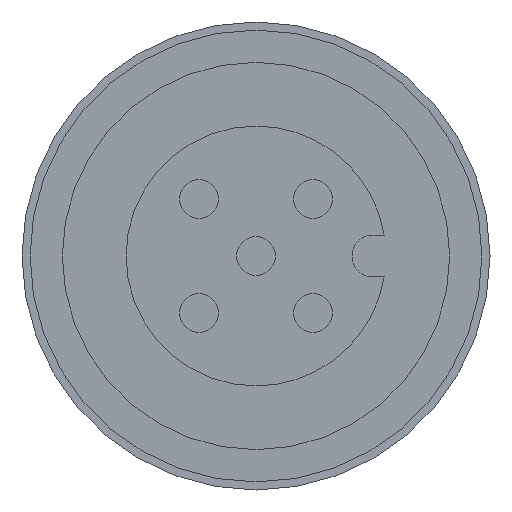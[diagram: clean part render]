
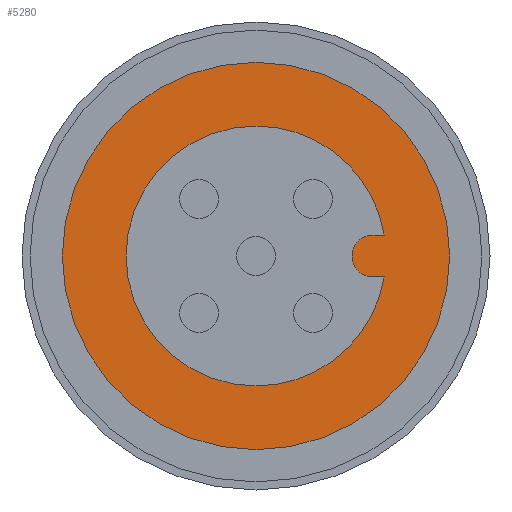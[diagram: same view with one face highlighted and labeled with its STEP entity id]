
A CAD part, left-side view. The second image highlights one B-rep face of the part: STEP entity #5280.
In plain terms, the highlighted planar face has unit normal (-1, 0, 0).
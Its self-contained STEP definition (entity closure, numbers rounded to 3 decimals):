
#149 = LINE ( 'NONE', #10416, #12093 ) ;
#243 = VERTEX_POINT ( 'NONE', #9588 ) ;
#300 = AXIS2_PLACEMENT_3D ( 'NONE', #10063, #4399, #11018 ) ;
#459 = ORIENTED_EDGE ( 'NONE', *, *, #9227, .T. ) ;
#729 = AXIS2_PLACEMENT_3D ( 'NONE', #3705, #7380, #5593 ) ;
#847 = CIRCLE ( 'NONE', #5167, 4.025 ) ;
#1016 = DIRECTION ( 'NONE',  ( 1., 0., 0. ) ) ;
#1185 = DIRECTION ( 'NONE',  ( -1., 0., 0. ) ) ;
#1234 = DIRECTION ( 'NONE',  ( 0., 0., -1. ) ) ;
#1242 = DIRECTION ( 'NONE',  ( -1., 0., 0. ) ) ;
#1274 = CARTESIAN_POINT ( 'NONE',  ( -4.3, -3.625, 0. ) ) ;
#1532 = CARTESIAN_POINT ( 'NONE',  ( -4.3, 0., 0. ) ) ;
#1676 = VERTEX_POINT ( 'NONE', #9289 ) ;
#1710 = ORIENTED_EDGE ( 'NONE', *, *, #8830, .T. ) ;
#2234 = EDGE_CURVE ( 'NONE', #243, #2593, #4505, .T. ) ;
#2496 = AXIS2_PLACEMENT_3D ( 'NONE', #9659, #8630, #5830 ) ;
#2504 = DIRECTION ( 'NONE',  ( 0., 0., 1. ) ) ;
#2593 = VERTEX_POINT ( 'NONE', #4750 ) ;
#2878 = AXIS2_PLACEMENT_3D ( 'NONE', #1274, #1242, #1234 ) ;
#2887 = VERTEX_POINT ( 'NONE', #11296 ) ;
#2970 = CARTESIAN_POINT ( 'NONE',  ( -4.3, 0., 4.025 ) ) ;
#2984 = VERTEX_POINT ( 'NONE', #2970 ) ;
#2993 = DIRECTION ( 'NONE',  ( 0., -1., 0. ) ) ;
#3291 = CARTESIAN_POINT ( 'NONE',  ( -4.3, -3.972, 0.65 ) ) ;
#3652 = EDGE_LOOP ( 'NONE', ( #4137, #10299 ) ) ;
#3705 = CARTESIAN_POINT ( 'NONE',  ( -4.3, 0., 0. ) ) ;
#4137 = ORIENTED_EDGE ( 'NONE', *, *, #9634, .T. ) ;
#4187 = CARTESIAN_POINT ( 'NONE',  ( -4.3, 0., 0. ) ) ;
#4399 = DIRECTION ( 'NONE',  ( 1., 0., 0. ) ) ;
#4495 = CIRCLE ( 'NONE', #300, 4.025 ) ;
#4505 = CIRCLE ( 'NONE', #2878, 0.65 ) ;
#4557 = VECTOR ( 'NONE', #2993, 1000. ) ;
#4636 = PLANE ( 'NONE',  #729 ) ;
#4728 = CARTESIAN_POINT ( 'NONE',  ( -4.3, -3.972, -0.65 ) ) ;
#4750 = CARTESIAN_POINT ( 'NONE',  ( -4.3, -3.625, -0.65 ) ) ;
#4860 = LINE ( 'NONE', #9561, #4557 ) ;
#5107 = CIRCLE ( 'NONE', #9996, 6. ) ;
#5112 = CARTESIAN_POINT ( 'NONE',  ( -4.3, 0., -6. ) ) ;
#5167 = AXIS2_PLACEMENT_3D ( 'NONE', #6611, #1016, #7566 ) ;
#5280 = ADVANCED_FACE ( 'NONE', ( #8587, #7246 ), #4636, .T. ) ;
#5499 = EDGE_LOOP ( 'NONE', ( #459, #7100, #1710, #8320, #8856, #8202 ) ) ;
#5593 = DIRECTION ( 'NONE',  ( 0., 0., 1. ) ) ;
#5711 = DIRECTION ( 'NONE',  ( 0., -1., 0. ) ) ;
#5830 = DIRECTION ( 'NONE',  ( 0., 0., -1. ) ) ;
#6611 = CARTESIAN_POINT ( 'NONE',  ( -4.3, 0., 0. ) ) ;
#6620 = EDGE_CURVE ( 'NONE', #2593, #11661, #4860, .T. ) ;
#6803 = VERTEX_POINT ( 'NONE', #3291 ) ;
#7100 = ORIENTED_EDGE ( 'NONE', *, *, #8295, .T. ) ;
#7246 = FACE_BOUND ( 'NONE', #5499, .T. ) ;
#7380 = DIRECTION ( 'NONE',  ( -1., 0., 0. ) ) ;
#7546 = EDGE_CURVE ( 'NONE', #243, #6803, #149, .T. ) ;
#7566 = DIRECTION ( 'NONE',  ( 0., 0., -1. ) ) ;
#7873 = CIRCLE ( 'NONE', #8233, 6. ) ;
#8098 = DIRECTION ( 'NONE',  ( -1., 0., 0. ) ) ;
#8202 = ORIENTED_EDGE ( 'NONE', *, *, #6620, .T. ) ;
#8233 = AXIS2_PLACEMENT_3D ( 'NONE', #4187, #1185, #8837 ) ;
#8295 = EDGE_CURVE ( 'NONE', #2887, #2984, #10584, .T. ) ;
#8320 = ORIENTED_EDGE ( 'NONE', *, *, #7546, .F. ) ;
#8587 = FACE_OUTER_BOUND ( 'NONE', #3652, .T. ) ;
#8630 = DIRECTION ( 'NONE',  ( 1., 0., 0. ) ) ;
#8830 = EDGE_CURVE ( 'NONE', #2984, #6803, #847, .T. ) ;
#8837 = DIRECTION ( 'NONE',  ( 0., 0., 1. ) ) ;
#8856 = ORIENTED_EDGE ( 'NONE', *, *, #2234, .T. ) ;
#9191 = EDGE_CURVE ( 'NONE', #11753, #1676, #5107, .T. ) ;
#9227 = EDGE_CURVE ( 'NONE', #11661, #2887, #4495, .T. ) ;
#9289 = CARTESIAN_POINT ( 'NONE',  ( -4.3, 0., 6. ) ) ;
#9561 = CARTESIAN_POINT ( 'NONE',  ( -4.3, 0., -0.65 ) ) ;
#9588 = CARTESIAN_POINT ( 'NONE',  ( -4.3, -3.625, 0.65 ) ) ;
#9634 = EDGE_CURVE ( 'NONE', #1676, #11753, #7873, .T. ) ;
#9659 = CARTESIAN_POINT ( 'NONE',  ( -4.3, 0., 0. ) ) ;
#9996 = AXIS2_PLACEMENT_3D ( 'NONE', #1532, #8098, #2504 ) ;
#10063 = CARTESIAN_POINT ( 'NONE',  ( -4.3, 0., 0. ) ) ;
#10299 = ORIENTED_EDGE ( 'NONE', *, *, #9191, .T. ) ;
#10416 = CARTESIAN_POINT ( 'NONE',  ( -4.3, 0., 0.65 ) ) ;
#10584 = CIRCLE ( 'NONE', #2496, 4.025 ) ;
#11018 = DIRECTION ( 'NONE',  ( 0., 0., -1. ) ) ;
#11296 = CARTESIAN_POINT ( 'NONE',  ( -4.3, 0., -4.025 ) ) ;
#11661 = VERTEX_POINT ( 'NONE', #4728 ) ;
#11753 = VERTEX_POINT ( 'NONE', #5112 ) ;
#12093 = VECTOR ( 'NONE', #5711, 1000. ) ;
